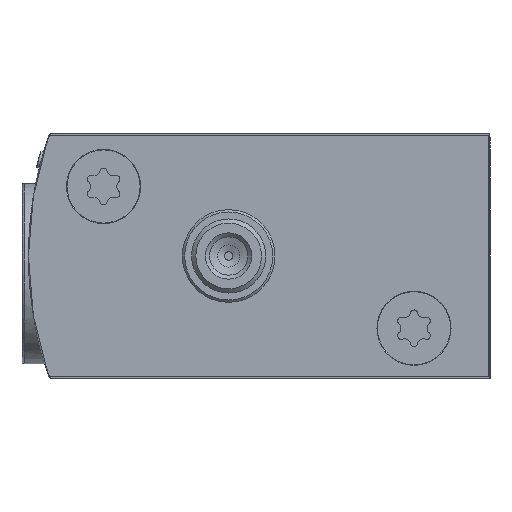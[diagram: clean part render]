
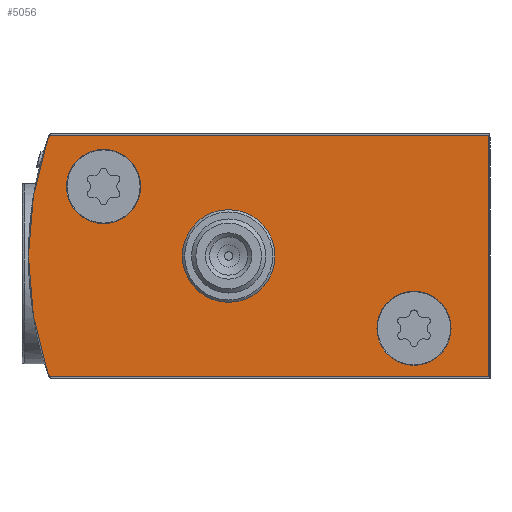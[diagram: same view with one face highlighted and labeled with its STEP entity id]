
A CAD part, left-side view. The second image highlights one B-rep face of the part: STEP entity #5056.
In plain terms, the highlighted planar face has unit normal (-1, 0, 0).
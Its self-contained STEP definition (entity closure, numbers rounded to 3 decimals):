
#530=LINE('',#9020,#969);
#533=LINE('',#9028,#972);
#536=LINE('',#9034,#975);
#969=VECTOR('',#7409,1000.);
#972=VECTOR('',#7416,1000.);
#975=VECTOR('',#7421,1000.);
#2096=ORIENTED_EDGE('',*,*,#2982,.F.);
#2097=ORIENTED_EDGE('',*,*,#2983,.T.);
#2098=ORIENTED_EDGE('',*,*,#2984,.T.);
#2099=ORIENTED_EDGE('',*,*,#2965,.F.);
#2100=ORIENTED_EDGE('',*,*,#2949,.F.);
#2101=ORIENTED_EDGE('',*,*,#2978,.F.);
#2102=ORIENTED_EDGE('',*,*,#2975,.F.);
#2103=ORIENTED_EDGE('',*,*,#2972,.F.);
#2104=ORIENTED_EDGE('',*,*,#2968,.F.);
#2949=EDGE_CURVE('',#3493,#3494,#3789,.T.);
#2965=EDGE_CURVE('',#3494,#3509,#3797,.T.);
#2968=EDGE_CURVE('',#3509,#3511,#530,.T.);
#2972=EDGE_CURVE('',#3511,#3514,#533,.T.);
#2975=EDGE_CURVE('',#3514,#3516,#536,.T.);
#2978=EDGE_CURVE('',#3516,#3493,#3800,.T.);
#2982=EDGE_CURVE('',#3520,#3520,#3804,.F.);
#2983=EDGE_CURVE('',#3521,#3521,#3805,.T.);
#2984=EDGE_CURVE('',#3522,#3522,#3806,.T.);
#3493=VERTEX_POINT('',#8982);
#3494=VERTEX_POINT('',#8983);
#3509=VERTEX_POINT('',#9015);
#3511=VERTEX_POINT('',#9021);
#3514=VERTEX_POINT('',#9029);
#3516=VERTEX_POINT('',#9035);
#3520=VERTEX_POINT('',#9049);
#3521=VERTEX_POINT('',#9051);
#3522=VERTEX_POINT('',#9053);
#3789=CIRCLE('',#6145,39.5);
#3797=CIRCLE('',#6154,0.2);
#3800=CIRCLE('',#6161,0.2);
#3804=CIRCLE('',#6167,5.);
#3805=CIRCLE('',#6168,4.);
#3806=CIRCLE('',#6169,4.);
#4132=EDGE_LOOP('',(#2096));
#4133=EDGE_LOOP('',(#2097));
#4134=EDGE_LOOP('',(#2098));
#4135=EDGE_LOOP('',(#2099,#2100,#2101,#2102,#2103,#2104));
#4540=FACE_BOUND('',#4132,.T.);
#4541=FACE_BOUND('',#4133,.T.);
#4542=FACE_BOUND('',#4134,.T.);
#4543=FACE_BOUND('',#4135,.T.);
#4804=PLANE('',#6166);
#5056=ADVANCED_FACE('',(#4540,#4541,#4542,#4543),#4804,.F.);
#6145=AXIS2_PLACEMENT_3D('',#8981,#7376,#7377);
#6154=AXIS2_PLACEMENT_3D('',#9014,#7402,#7403);
#6161=AXIS2_PLACEMENT_3D('',#9040,#7426,#7427);
#6166=AXIS2_PLACEMENT_3D('',#9047,#7436,#7437);
#6167=AXIS2_PLACEMENT_3D('',#9048,#7438,#7439);
#6168=AXIS2_PLACEMENT_3D('',#9050,#7440,#7441);
#6169=AXIS2_PLACEMENT_3D('',#9052,#7442,#7443);
#7376=DIRECTION('',(1.,0.,0.));
#7377=DIRECTION('',(0.,0.,-1.));
#7402=DIRECTION('',(1.,0.,0.));
#7403=DIRECTION('',(0.,0.,-1.));
#7409=DIRECTION('',(0.,-1.,0.));
#7416=DIRECTION('',(0.,0.,-1.));
#7421=DIRECTION('',(0.,1.,0.));
#7426=DIRECTION('',(1.,0.,0.));
#7427=DIRECTION('',(0.,0.,-1.));
#7436=DIRECTION('',(1.,0.,0.));
#7437=DIRECTION('',(0.,0.,-1.));
#7438=DIRECTION('',(1.,0.,0.));
#7439=DIRECTION('',(0.,0.,-1.));
#7440=DIRECTION('',(1.,0.,0.));
#7441=DIRECTION('',(0.,0.,-1.));
#7442=DIRECTION('',(1.,0.,0.));
#7443=DIRECTION('',(0.,0.,-1.));
#8981=CARTESIAN_POINT('',(0.,10.3,0.));
#8982=CARTESIAN_POINT('',(0.,47.663,-12.815));
#8983=CARTESIAN_POINT('',(0.,47.663,12.815));
#9014=CARTESIAN_POINT('',(0.,47.474,12.75));
#9015=CARTESIAN_POINT('',(0.,47.474,12.95));
#9020=CARTESIAN_POINT('',(0.,47.474,12.95));
#9021=CARTESIAN_POINT('',(0.,0.2,12.95));
#9028=CARTESIAN_POINT('',(0.,0.2,12.95));
#9029=CARTESIAN_POINT('',(0.,0.2,-12.95));
#9034=CARTESIAN_POINT('',(0.,0.2,-12.95));
#9035=CARTESIAN_POINT('',(0.,47.474,-12.95));
#9040=CARTESIAN_POINT('',(0.,47.474,-12.75));
#9047=CARTESIAN_POINT('',(0.,47.474,12.75));
#9048=CARTESIAN_POINT('',(0.,28.2,0.));
#9049=CARTESIAN_POINT('',(0.,28.2,-5.));
#9050=CARTESIAN_POINT('',(0.,41.7,7.5));
#9051=CARTESIAN_POINT('',(0.,41.7,3.5));
#9052=CARTESIAN_POINT('',(0.,8.2,-7.8));
#9053=CARTESIAN_POINT('',(0.,8.2,-11.8));
